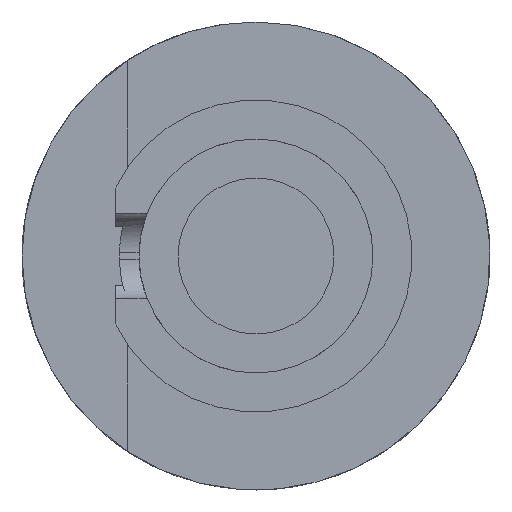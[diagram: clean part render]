
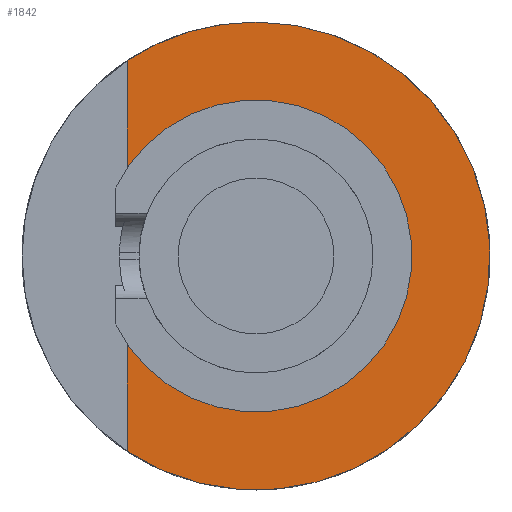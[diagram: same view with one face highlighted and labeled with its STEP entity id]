
A CAD part, left-side view. The second image highlights one B-rep face of the part: STEP entity #1842.
In plain terms, the highlighted planar face has unit normal (-1, 0, 0).
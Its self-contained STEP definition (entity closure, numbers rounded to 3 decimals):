
#124=LINE('',#3500,#225);
#127=LINE('',#3505,#228);
#225=VECTOR('',#2525,10.);
#228=VECTOR('',#2528,10.);
#374=CIRCLE('',#2052,6.);
#375=CIRCLE('',#2053,6.);
#380=CIRCLE('',#2063,3.5);
#381=CIRCLE('',#2064,3.5);
#429=PLANE('',#2065);
#520=FACE_OUTER_BOUND('',#632,.T.);
#632=EDGE_LOOP('',(#1604,#1605,#1606,#1607,#1608,#1609));
#837=VERTEX_POINT('',#3497);
#838=VERTEX_POINT('',#3499);
#839=VERTEX_POINT('',#3502);
#840=VERTEX_POINT('',#3504);
#841=VERTEX_POINT('',#3508);
#846=VERTEX_POINT('',#3526);
#1087=EDGE_CURVE('',#838,#837,#124,.T.);
#1090=EDGE_CURVE('',#840,#839,#127,.T.);
#1093=EDGE_CURVE('',#841,#837,#374,.T.);
#1094=EDGE_CURVE('',#840,#841,#375,.T.);
#1100=EDGE_CURVE('',#846,#838,#380,.T.);
#1102=EDGE_CURVE('',#839,#846,#381,.T.);
#1604=ORIENTED_EDGE('',*,*,#1087,.T.);
#1605=ORIENTED_EDGE('',*,*,#1093,.F.);
#1606=ORIENTED_EDGE('',*,*,#1094,.F.);
#1607=ORIENTED_EDGE('',*,*,#1090,.T.);
#1608=ORIENTED_EDGE('',*,*,#1102,.T.);
#1609=ORIENTED_EDGE('',*,*,#1100,.T.);
#1842=ADVANCED_FACE('',(#520),#429,.T.);
#2052=AXIS2_PLACEMENT_3D('',#3510,#2533,#2534);
#2053=AXIS2_PLACEMENT_3D('',#3511,#2535,#2536);
#2063=AXIS2_PLACEMENT_3D('',#3527,#2556,#2557);
#2064=AXIS2_PLACEMENT_3D('',#3529,#2559,#2560);
#2065=AXIS2_PLACEMENT_3D('',#3530,#2561,#2562);
#2525=DIRECTION('',(0.,0.,-1.));
#2528=DIRECTION('',(0.,0.,-1.));
#2533=DIRECTION('center_axis',(1.,0.,0.));
#2534=DIRECTION('ref_axis',(0.,0.,-1.));
#2535=DIRECTION('center_axis',(1.,0.,0.));
#2536=DIRECTION('ref_axis',(0.,0.,-1.));
#2556=DIRECTION('center_axis',(1.,0.,0.));
#2557=DIRECTION('ref_axis',(0.,0.,-1.));
#2559=DIRECTION('center_axis',(1.,0.,0.));
#2560=DIRECTION('ref_axis',(0.,0.,-1.));
#2561=DIRECTION('center_axis',(-1.,0.,0.));
#2562=DIRECTION('ref_axis',(0.,1.,0.));
#3497=CARTESIAN_POINT('',(-2.8,3.3,-5.011));
#3499=CARTESIAN_POINT('',(-2.8,3.3,-1.166));
#3500=CARTESIAN_POINT('',(-2.8,3.3,-2.375));
#3502=CARTESIAN_POINT('',(-2.8,3.3,1.166));
#3504=CARTESIAN_POINT('',(-2.8,3.3,5.011));
#3505=CARTESIAN_POINT('',(-2.8,3.3,-2.375));
#3508=CARTESIAN_POINT('',(-2.8,0.,6.));
#3510=CARTESIAN_POINT('Origin',(-2.8,0.,0.));
#3511=CARTESIAN_POINT('Origin',(-2.8,0.,0.));
#3526=CARTESIAN_POINT('',(-2.8,0.,3.5));
#3527=CARTESIAN_POINT('Origin',(-2.8,0.,0.));
#3529=CARTESIAN_POINT('Origin',(-2.8,0.,0.));
#3530=CARTESIAN_POINT('Origin',(-2.8,0.,-4.75));
